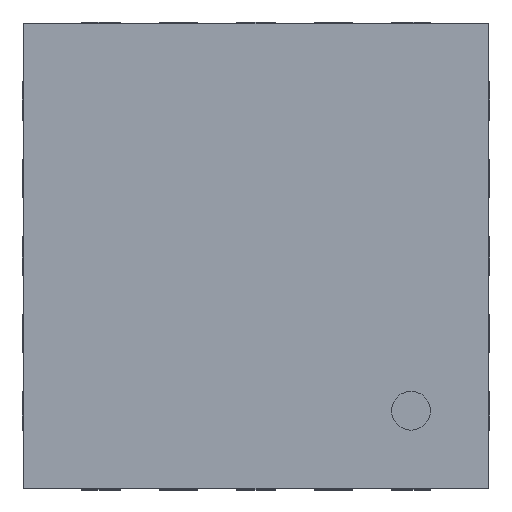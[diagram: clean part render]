
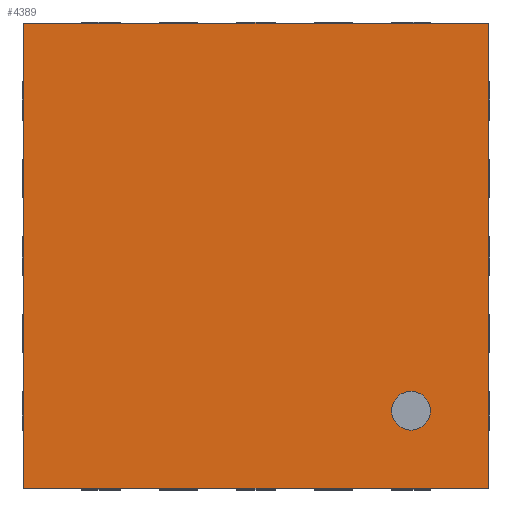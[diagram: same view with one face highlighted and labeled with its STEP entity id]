
A CAD part, top view. The second image highlights one B-rep face of the part: STEP entity #4389.
In plain terms, the highlighted planar face has unit normal (0, 0, 1).
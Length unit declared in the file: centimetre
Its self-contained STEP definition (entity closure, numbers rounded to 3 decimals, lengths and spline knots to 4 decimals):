
#34=CARTESIAN_POINT('',(0.0875,-0.1,0.09));
#35=VERTEX_POINT('',#34);
#59=CARTESIAN_POINT('',(0.1125,-0.1,0.09));
#60=VERTEX_POINT('',#59);
#61=CARTESIAN_POINT('',(0.1,-0.1,0.09));
#62=DIRECTION('',(0.,0.,-1.));
#63=DIRECTION('',(1.,0.,0.));
#64=AXIS2_PLACEMENT_3D('',#61,#62,#63);
#65=CIRCLE('',#64,0.0125);
#66=EDGE_CURVE('',#60,#35,#65,.T.);
#68=CARTESIAN_POINT('',(0.1,-0.1,0.09));
#69=DIRECTION('',(0.,0.,-1.));
#70=DIRECTION('',(1.,0.,0.));
#71=AXIS2_PLACEMENT_3D('',#68,#69,#70);
#72=CIRCLE('',#71,0.0125);
#73=EDGE_CURVE('',#35,#60,#72,.T.);
#1261=CARTESIAN_POINT('',(0.15,0.15,0.09));
#1262=VERTEX_POINT('',#1261);
#1269=CARTESIAN_POINT('',(0.15,-0.15,0.09));
#1270=VERTEX_POINT('',#1269);
#1271=CARTESIAN_POINT('',(0.15,12344.85,0.09));
#1272=DIRECTION('',(0.,-1.,0.));
#1273=VECTOR('',#1272,24690.);
#1274=LINE('',#1271,#1273);
#1275=EDGE_CURVE('',#1262,#1270,#1274,.T.);
#4257=CARTESIAN_POINT('',(-0.15,0.15,0.09));
#4258=VERTEX_POINT('',#4257);
#4265=CARTESIAN_POINT('',(-12344.85,0.15,0.09));
#4266=DIRECTION('',(1.,0.,-0.));
#4267=VECTOR('',#4266,24690.);
#4268=LINE('',#4265,#4267);
#4269=EDGE_CURVE('',#4258,#1262,#4268,.T.);
#4314=CARTESIAN_POINT('',(-0.15,-0.15,0.09));
#4315=VERTEX_POINT('',#4314);
#4322=CARTESIAN_POINT('',(-0.15,-12344.85,0.09));
#4323=DIRECTION('',(-0.,1.,0.));
#4324=VECTOR('',#4323,24690.);
#4325=LINE('',#4322,#4324);
#4326=EDGE_CURVE('',#4315,#4258,#4325,.T.);
#4356=CARTESIAN_POINT('',(12344.85,-0.15,0.09));
#4357=DIRECTION('',(-1.,-0.,0.));
#4358=VECTOR('',#4357,24690.);
#4359=LINE('',#4356,#4358);
#4360=EDGE_CURVE('',#1270,#4315,#4359,.T.);
#4374=CARTESIAN_POINT('',(-0.,-0.,0.09));
#4375=DIRECTION('',(0.,0.,1.));
#4376=DIRECTION('',(1.,0.,0.));
#4377=AXIS2_PLACEMENT_3D('',#4374,#4375,#4376);
#4378=PLANE('',#4377);
#4379=ORIENTED_EDGE('',*,*,#66,.T.);
#4380=ORIENTED_EDGE('',*,*,#73,.T.);
#4381=EDGE_LOOP('',(#4379,#4380));
#4382=FACE_BOUND('',#4381,.T.);
#4383=ORIENTED_EDGE('',*,*,#4269,.F.);
#4384=ORIENTED_EDGE('',*,*,#4326,.F.);
#4385=ORIENTED_EDGE('',*,*,#4360,.F.);
#4386=ORIENTED_EDGE('',*,*,#1275,.F.);
#4387=EDGE_LOOP('',(#4383,#4384,#4385,#4386));
#4388=FACE_BOUND('',#4387,.T.);
#4389=ADVANCED_FACE('',(#4382,#4388),#4378,.T.);
